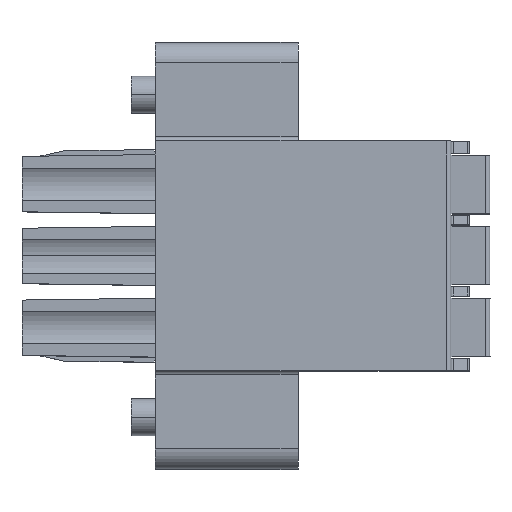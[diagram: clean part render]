
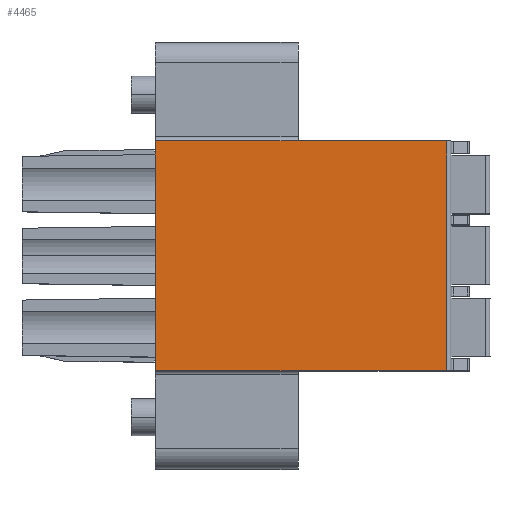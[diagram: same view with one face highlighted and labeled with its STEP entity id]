
A CAD part, top view. The second image highlights one B-rep face of the part: STEP entity #4465.
In plain terms, the highlighted planar face has unit normal (0, 0, 1).
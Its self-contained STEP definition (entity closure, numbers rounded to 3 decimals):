
#378=DIRECTION('',(0.,1.,0.));
#379=VECTOR('',#378,11.2);
#380=CARTESIAN_POINT('',(7.575,-35.645,23.4));
#381=LINE('',#380,#379);
#386=DIRECTION('',(-1.,0.,0.));
#387=VECTOR('',#386,7.25);
#388=CARTESIAN_POINT('',(7.575,-35.645,23.4));
#389=LINE('',#388,#387);
#390=DIRECTION('',(0.,1.,0.));
#391=VECTOR('',#390,11.2);
#392=CARTESIAN_POINT('',(-6.625,-35.645,23.4));
#393=LINE('',#392,#391);
#714=DIRECTION('',(1.,0.,0.));
#715=VECTOR('',#714,6.95);
#716=CARTESIAN_POINT('',(-6.625,-35.645,23.4));
#717=LINE('',#716,#715);
#792=DIRECTION('',(-1.,0.,0.));
#793=VECTOR('',#792,6.95);
#794=CARTESIAN_POINT('',(0.325,-24.445,23.4));
#795=LINE('',#794,#793);
#876=DIRECTION('',(-1.,0.,0.));
#877=VECTOR('',#876,7.25);
#878=CARTESIAN_POINT('',(7.575,-24.445,23.4));
#879=LINE('',#878,#877);
#3125=CARTESIAN_POINT('',(-6.625,-24.445,23.4));
#3126=VERTEX_POINT('',#3125);
#3127=CARTESIAN_POINT('',(-6.625,-35.645,23.4));
#3128=VERTEX_POINT('',#3127);
#3417=CARTESIAN_POINT('',(7.575,-35.645,23.4));
#3418=CARTESIAN_POINT('',(7.575,-24.445,23.4));
#3419=VERTEX_POINT('',#3417);
#3420=VERTEX_POINT('',#3418);
#3421=CARTESIAN_POINT('',(0.325,-35.645,23.4));
#3422=VERTEX_POINT('',#3421);
#3423=CARTESIAN_POINT('',(0.325,-24.445,23.4));
#3424=VERTEX_POINT('',#3423);
#4448=CARTESIAN_POINT('',(4.299,13.355,23.4));
#4449=DIRECTION('',(0.,0.,1.));
#4450=DIRECTION('',(-1.,0.,0.));
#4451=AXIS2_PLACEMENT_3D('',#4448,#4449,#4450);
#4452=PLANE('',#4451);
#4453=ORIENTED_EDGE('',*,*,#4438,.F.);
#4455=ORIENTED_EDGE('',*,*,#4454,.T.);
#4457=ORIENTED_EDGE('',*,*,#4456,.F.);
#4458=ORIENTED_EDGE('',*,*,#4004,.T.);
#4460=ORIENTED_EDGE('',*,*,#4459,.F.);
#4462=ORIENTED_EDGE('',*,*,#4461,.F.);
#4463=EDGE_LOOP('',(#4453,#4455,#4457,#4458,#4460,#4462));
#4464=FACE_OUTER_BOUND('',#4463,.F.);
#4004=EDGE_CURVE('',#3128,#3126,#393,.T.);
#4438=EDGE_CURVE('',#3419,#3420,#381,.T.);
#4454=EDGE_CURVE('',#3419,#3422,#389,.T.);
#4456=EDGE_CURVE('',#3128,#3422,#717,.T.);
#4459=EDGE_CURVE('',#3424,#3126,#795,.T.);
#4461=EDGE_CURVE('',#3420,#3424,#879,.T.);
#4465=ADVANCED_FACE('',(#4464),#4452,.T.);
